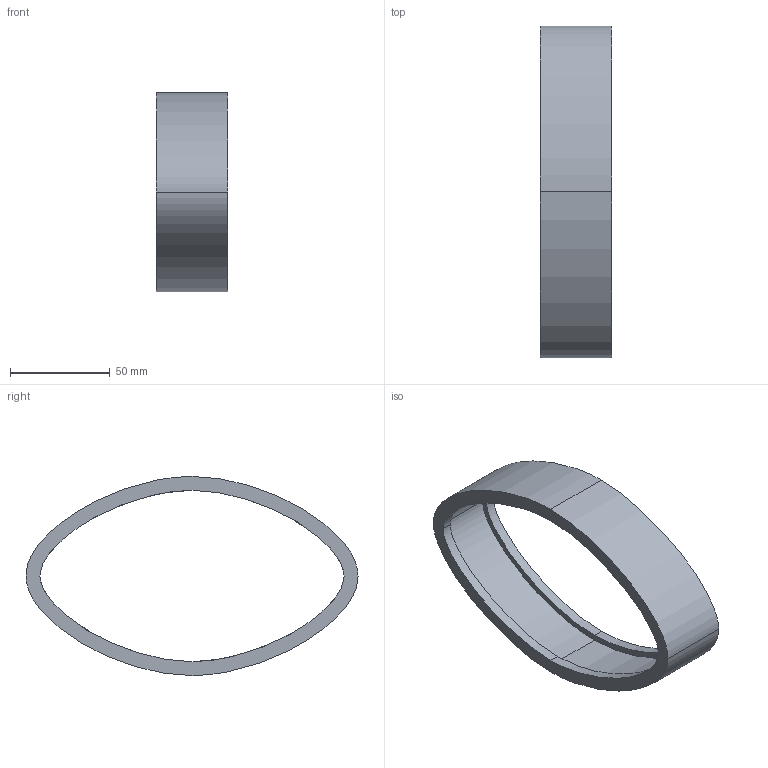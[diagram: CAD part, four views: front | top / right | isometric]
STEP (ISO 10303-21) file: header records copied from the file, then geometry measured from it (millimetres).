
FILE_DESCRIPTION (( 'STEP AP214' ), '1' );
FILE_NAME ('couple0.STEP', '2023-02-05T06:43:47', ( '' ), ( '' ), 'SwSTEP 2.0', 'SolidWorks 2022', '' );
FILE_SCHEMA (( 'AUTOMOTIVE_DESIGN' ));
Length unit declared in the file: inch
Products named in the file (2): couple0
Assembly tree (1 placements, depth 2):
  couple0
    couple0
Bounding box: 36 x 166.67 x 100 mm (x, y, z)
Volume: 69732.9 mm3; surface area: 36639.7 mm2
Topology: 1 solids, 1 shells, 20 faces, 48 edges, 32 vertices
Faces by surface type: bspline 16, plane 4
Entity records: 2590 total; most frequent: CARTESIAN_POINT 2156, ORIENTED_EDGE 96, EDGE_CURVE 48, VERTEX_POINT 32, B_SPLINE_CURVE_WITH_KNOTS 32, DIRECTION 32, EDGE_LOOP 24, FACE_OUTER_BOUND 20
